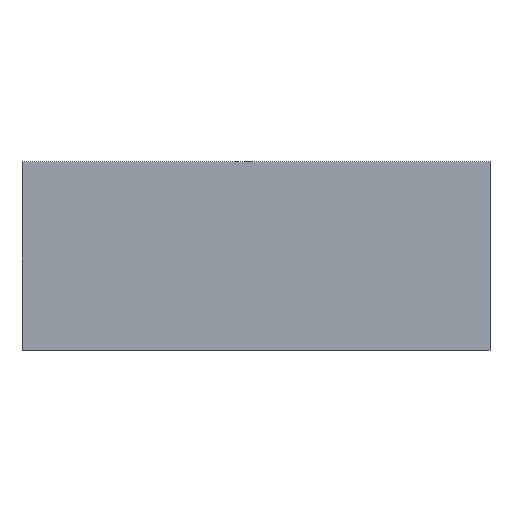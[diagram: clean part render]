
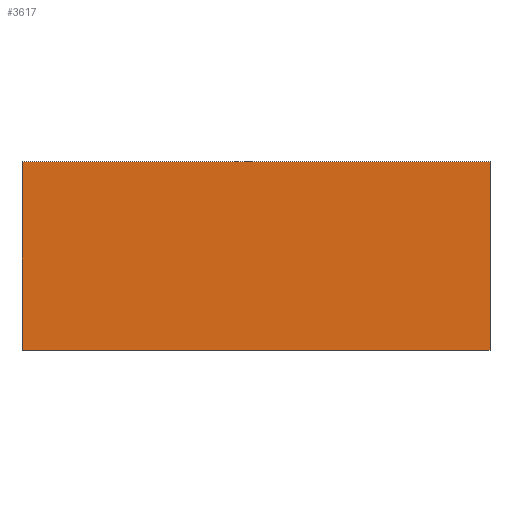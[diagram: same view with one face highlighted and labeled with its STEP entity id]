
A CAD part, top view. The second image highlights one B-rep face of the part: STEP entity #3617.
In plain terms, the highlighted planar face has unit normal (0, 0, 1).
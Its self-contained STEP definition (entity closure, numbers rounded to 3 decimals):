
#135=FACE_OUTER_BOUND('',#320,.T.);
#320=EDGE_LOOP('',(#2837,#2838,#2839,#2840,#2841));
#679=LINE('',#5338,#1190);
#681=LINE('',#5342,#1192);
#683=LINE('',#5346,#1194);
#685=LINE('',#5350,#1196);
#687=LINE('',#5353,#1198);
#1190=VECTOR('',#4354,10.);
#1192=VECTOR('',#4358,10.);
#1194=VECTOR('',#4362,10.);
#1196=VECTOR('',#4366,10.);
#1198=VECTOR('',#4370,10.);
#1616=VERTEX_POINT('',#5335);
#1617=VERTEX_POINT('',#5337);
#1618=VERTEX_POINT('',#5341);
#1619=VERTEX_POINT('',#5345);
#1620=VERTEX_POINT('',#5349);
#2047=EDGE_CURVE('',#1617,#1616,#679,.T.);
#2049=EDGE_CURVE('',#1618,#1617,#681,.T.);
#2051=EDGE_CURVE('',#1619,#1618,#683,.T.);
#2053=EDGE_CURVE('',#1620,#1619,#685,.T.);
#2055=EDGE_CURVE('',#1616,#1620,#687,.T.);
#2837=ORIENTED_EDGE('',*,*,#2055,.T.);
#2838=ORIENTED_EDGE('',*,*,#2053,.T.);
#2839=ORIENTED_EDGE('',*,*,#2051,.T.);
#2840=ORIENTED_EDGE('',*,*,#2049,.T.);
#2841=ORIENTED_EDGE('',*,*,#2047,.T.);
#3437=PLANE('',#3819);
#3617=ADVANCED_FACE('',(#135),#3437,.T.);
#3819=AXIS2_PLACEMENT_3D('',#5354,#4371,#4372);
#4354=DIRECTION('',(1.,0.,0.));
#4358=DIRECTION('',(0.,-1.,0.));
#4362=DIRECTION('',(-1.,0.,0.));
#4366=DIRECTION('',(0.,1.,0.));
#4370=DIRECTION('',(1.,0.,0.));
#4371=DIRECTION('center_axis',(0.,0.,1.));
#4372=DIRECTION('ref_axis',(1.,0.,0.));
#5335=CARTESIAN_POINT('',(-0.881,-67.514,-57.943));
#5337=CARTESIAN_POINT('',(-0.905,-67.514,-57.943));
#5338=CARTESIAN_POINT('',(-0.881,-67.514,-57.943));
#5341=CARTESIAN_POINT('',(-0.905,48.462,-57.943));
#5342=CARTESIAN_POINT('',(-0.905,48.462,-57.943));
#5345=CARTESIAN_POINT('',(286.47,48.462,-57.943));
#5346=CARTESIAN_POINT('',(286.4,48.462,-57.943));
#5349=CARTESIAN_POINT('',(286.47,-67.514,-57.943));
#5350=CARTESIAN_POINT('',(286.47,-67.514,-57.943));
#5353=CARTESIAN_POINT('',(-0.5,-67.514,-57.943));
#5354=CARTESIAN_POINT('Origin',(142.783,-9.526,-57.943));
